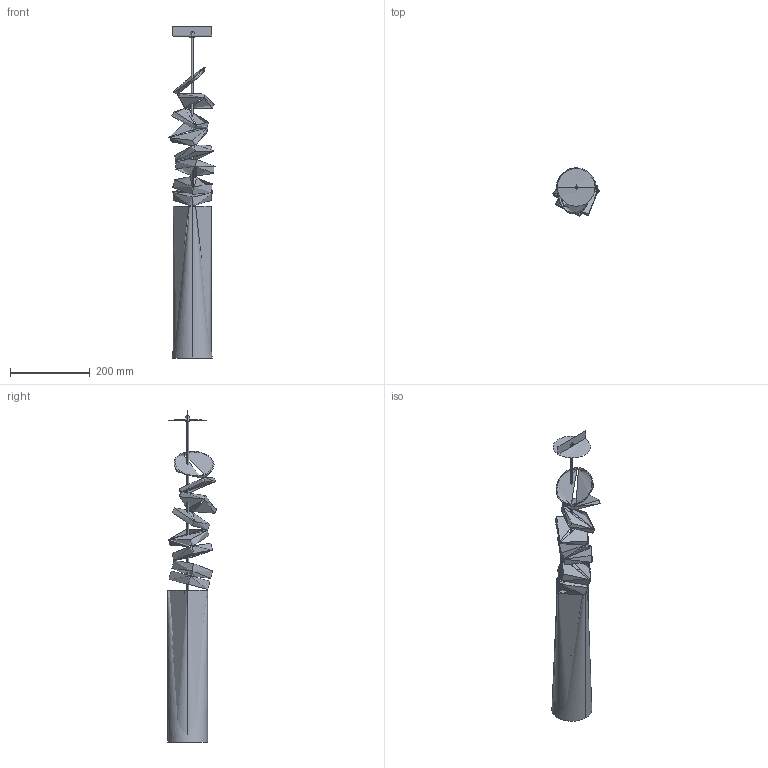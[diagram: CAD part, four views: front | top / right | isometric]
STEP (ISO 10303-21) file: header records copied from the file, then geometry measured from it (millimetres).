
FILE_DESCRIPTION(/* description */ (''),/* implementation_level */ '2;1');
FILE_NAME(/* name */ 'DECOMPOSE SOSPENSIONE',/* time_stamp */ '2018-02-23T11:02:32+01:00',/* author */ (''),/* organization */ (''),/* preprocessor_version */ 'ST-DEVELOPER v15',/* originating_system */ '',/* authorisation */ '');
FILE_SCHEMA (('CONFIG_CONTROL_DESIGN'));
Length unit declared in the file: millimetre
Products named in the file (1): Document
Bounding box: 115.55 x 122.15 x 830.5 mm (x, y, z)
Volume: 697234.4 mm3; surface area: 423866.1 mm2
Topology: 9 solids, 11 shells, 395 faces, 1108 edges, 714 vertices
Faces by surface type: bspline 314, plane 81
Entity records: 17284 total; most frequent: CARTESIAN_POINT 11048, ORIENTED_EDGE 2188, EDGE_CURVE 1097, VERTEX_POINT 714, B_SPLINE_CURVE_WITH_KNOTS 627, EDGE_LOOP 412, ADVANCED_FACE 395, FACE_OUTER_BOUND 395
